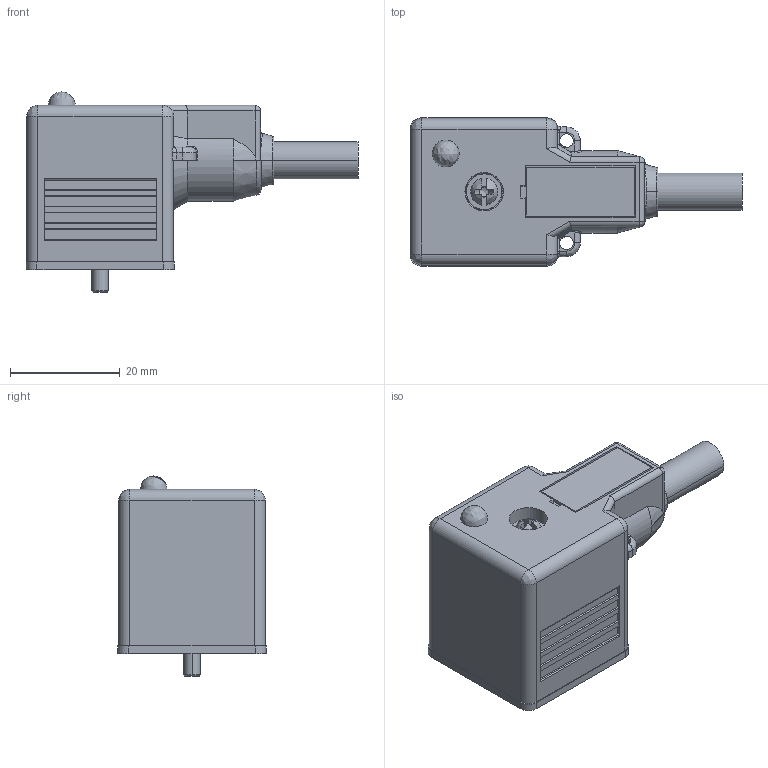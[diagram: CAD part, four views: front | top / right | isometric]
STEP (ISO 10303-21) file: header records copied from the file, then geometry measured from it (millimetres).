
FILE_DESCRIPTION (( 'STEP AP203' ), '1' );
FILE_NAME ('7000-18111-6270500.STEP', '2024-01-17T14:36:46', ( '' ), ( '' ), 'SwSTEP 2.0', 'SolidWorks 2023', '' );
FILE_SCHEMA (( 'CONFIG_CONTROL_DESIGN' ));
Length unit declared in the file: inch
Products named in the file (1): 7000-18111-6270500
Bounding box: 60.45 x 27 x 36.45 mm (x, y, z)
Volume: 23871.9 mm3; surface area: 7968.3 mm2
Topology: 4 solids, 4 shells, 316 faces, 836 edges, 536 vertices
Faces by surface type: plane 197, cylinder 69, bspline 33, cone 17
Entity records: 11443 total; most frequent: CARTESIAN_POINT 3759, ORIENTED_EDGE 1656, DIRECTION 1461, EDGE_CURVE 828, VECTOR 565, LINE 565, VERTEX_POINT 536, AXIS2_PLACEMENT_3D 448
